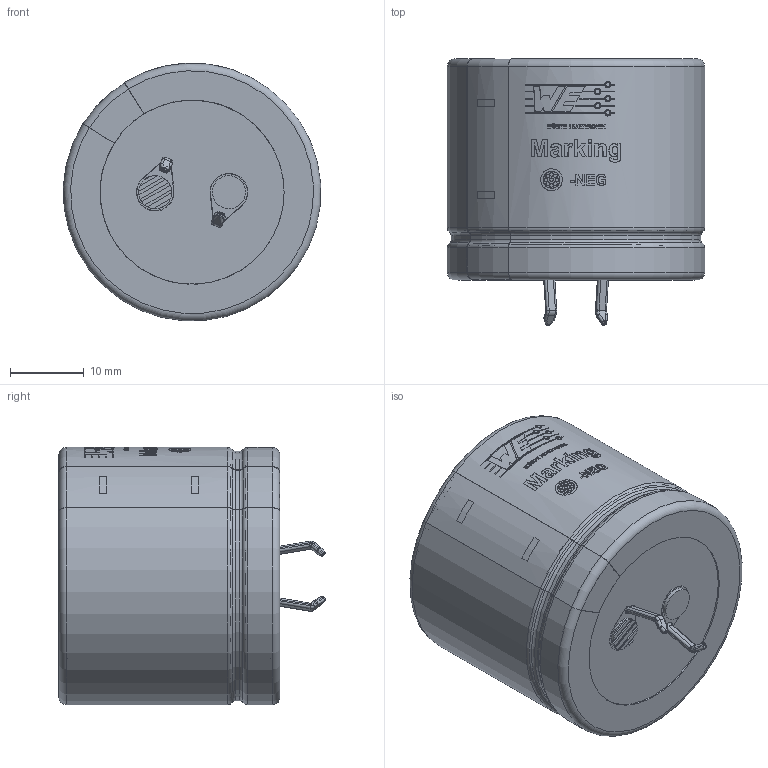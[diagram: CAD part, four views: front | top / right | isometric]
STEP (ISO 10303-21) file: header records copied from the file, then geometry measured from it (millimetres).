
FILE_DESCRIPTION( ( 'Unknown' ), '1' );
FILE_NAME( '35x30.stp', 'Unknown', ( 'Unknown' ), ( 'Unknown' ), 'PSStep 19.0.9', 'Unknown', ' ' );
FILE_SCHEMA( ( 'AUTOMOTIVE_DESIGN { 1 0 10303 214 1 1 1 1 }' ) );
Length unit declared in the file: millimetre
Products named in the file (1): 1
Bounding box: 34.94 x 36.14 x 34.95 mm (x, y, z)
Volume: 27880.8 mm3; surface area: 14954.2 mm2
Topology: 1 solids, 3 shells, 604 faces, 1517 edges, 975 vertices
Faces by surface type: plane 309, cylinder 126, bspline 120, torus 33, sphere 16
Full cylindrical faces by diameter (mm): 4.5 x2, 25 x1, 26 x1, 29 x1, 33 x1, 33.5 x1, 33.52 x1, 34.58 x2, 34.6 x2
Entity records: 25420 total; most frequent: CARTESIAN_POINT 8659, ORIENTED_EDGE 2922, DIRECTION 1570, EDGE_CURVE 1461, B_SPLINE_CURVE_WITH_KNOTS 1047, VERTEX_POINT 966, EDGE_LOOP 709, AXIS2_PLACEMENT_3D 671
